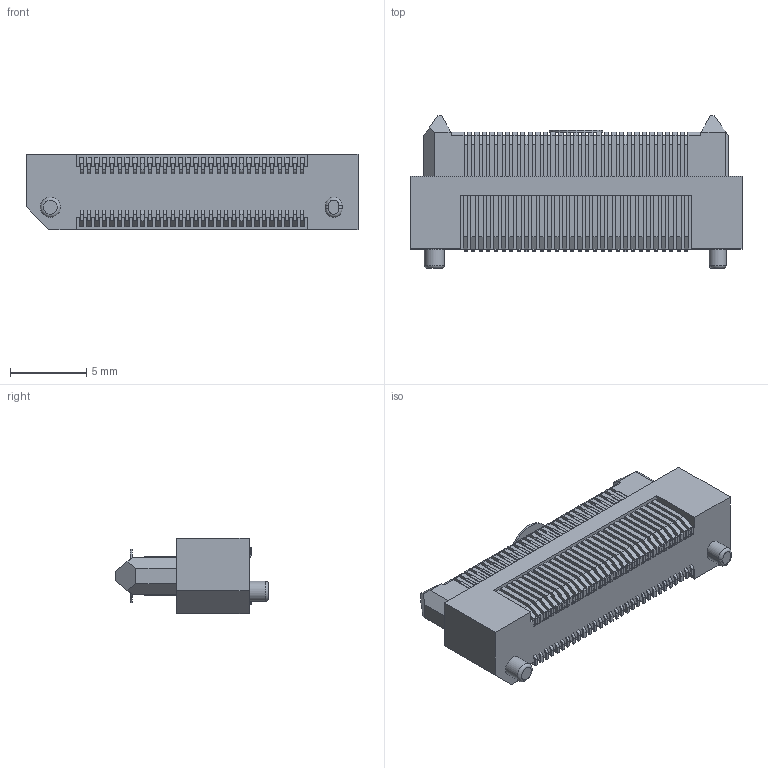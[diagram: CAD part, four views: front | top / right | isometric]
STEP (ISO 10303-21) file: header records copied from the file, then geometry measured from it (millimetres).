
FILE_DESCRIPTION( ( 'STEP AP214' ), '1' );
FILE_NAME( 'ERM5-030-05.0-L-DV-K-TR.stp', '2020-10-21T10:35:21', ( 'License CC BY-ND 4.0' ), ( 'CADENAS' ), ' ', 'PARTsolutions', ' ' );
FILE_SCHEMA( ( 'AUTOMOTIVE_DESIGN { 1 0 10303 214 1 1 1 1 }' ) );
Length unit declared in the file: millimetre
Products named in the file (4): ERM5-030-05.0-L-DV-K-TR; _ERM5-030-05.0-DV_header; _T-1M59-030-05.0; _ERM5-K-DOT-.138-.250-.005_polyamide_pick_
Assembly tree (3 placements, depth 2):
  ERM5-030-05.0-L-DV-K-TR
    _ERM5-030-05.0-DV_header
    _T-1M59-030-05.0
    _ERM5-K-DOT-.138-.250-.005_polyamide_pick_
Bounding box: 21.8 x 10.04 x 4.95 mm (x, y, z)
Volume: 587.3 mm3; surface area: 1616.4 mm2
Topology: 3 solids, 3 shells, 1497 faces, 4452 edges, 2964 vertices
Faces by surface type: plane 1304, cylinder 190, torus 3
Full cylindrical faces by diameter (mm): 1.32 x1, 3.5 x1
Entity records: 61497 total; most frequent: CARTESIAN_POINT 8912, ORIENTED_EDGE 8896, DIRECTION 7835, EDGE_CURVE 4448, LINE 4063, VECTOR 4063, VERTEX_POINT 2963, AXIS2_PLACEMENT_3D 1886
